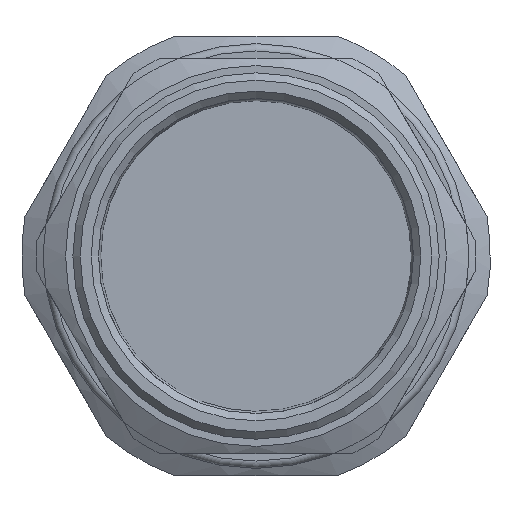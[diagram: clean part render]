
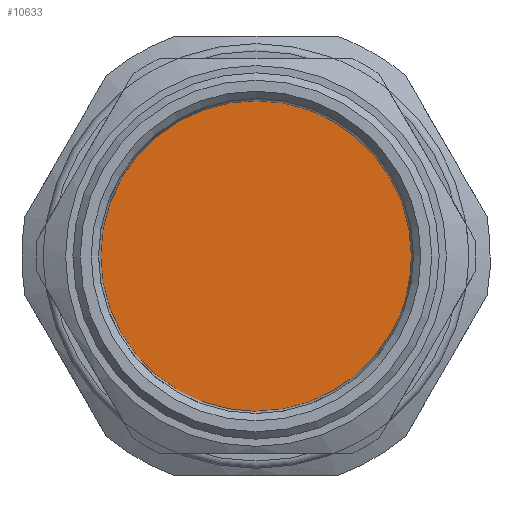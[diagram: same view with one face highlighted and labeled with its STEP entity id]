
A CAD part, front view. The second image highlights one B-rep face of the part: STEP entity #10633.
In plain terms, the highlighted planar face has unit normal (0, -1, 0).
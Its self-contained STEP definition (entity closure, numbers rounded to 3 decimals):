
#366=PLANE('',#11336);
#630=FACE_OUTER_BOUND('',#1262,.T.);
#1262=EDGE_LOOP('',(#7129,#7130));
#3825=CIRCLE('',#11337,10.75);
#3826=CIRCLE('',#11338,10.75);
#4455=VERTEX_POINT('',#15601);
#4456=VERTEX_POINT('',#15602);
#5528=EDGE_CURVE('',#4455,#4456,#3825,.T.);
#5529=EDGE_CURVE('',#4456,#4455,#3826,.T.);
#7129=ORIENTED_EDGE('',*,*,#5528,.F.);
#7130=ORIENTED_EDGE('',*,*,#5529,.F.);
#10633=ADVANCED_FACE('',(#630),#366,.F.);
#11336=AXIS2_PLACEMENT_3D('',#15600,#12151,#12152);
#11337=AXIS2_PLACEMENT_3D('',#15603,#12153,#12154);
#11338=AXIS2_PLACEMENT_3D('',#15604,#12155,#12156);
#12151=DIRECTION('center_axis',(0.,1.,0.));
#12152=DIRECTION('ref_axis',(0.,0.,1.));
#12153=DIRECTION('center_axis',(0.,1.,0.));
#12154=DIRECTION('ref_axis',(-1.,0.,0.));
#12155=DIRECTION('center_axis',(0.,1.,0.));
#12156=DIRECTION('ref_axis',(-1.,0.,0.));
#15600=CARTESIAN_POINT('Origin',(0.809,1.686,0.));
#15601=CARTESIAN_POINT('',(-9.941,1.686,0.));
#15602=CARTESIAN_POINT('',(11.559,1.686,0.));
#15603=CARTESIAN_POINT('Origin',(0.809,1.686,0.));
#15604=CARTESIAN_POINT('Origin',(0.809,1.686,0.));
